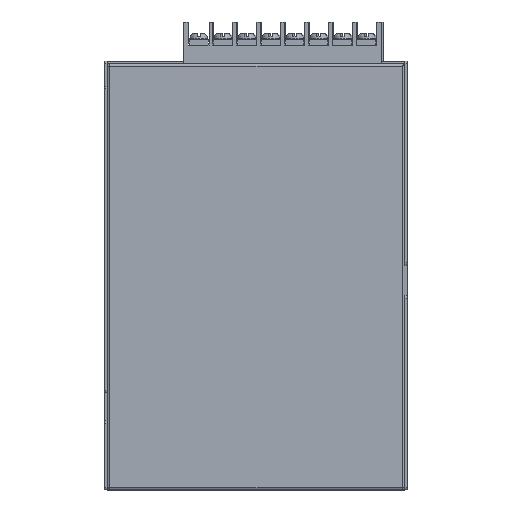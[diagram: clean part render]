
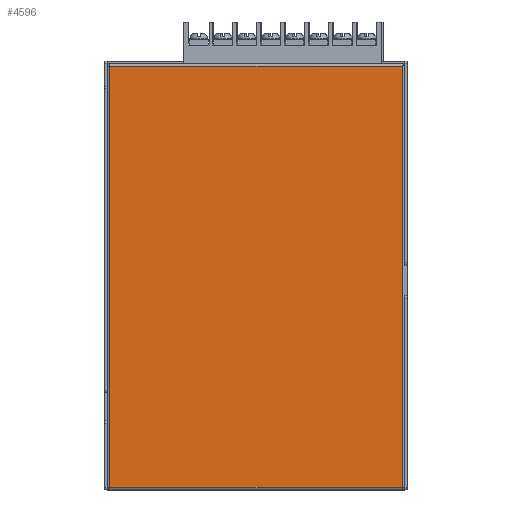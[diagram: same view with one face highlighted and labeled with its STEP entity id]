
A CAD part, front view. The second image highlights one B-rep face of the part: STEP entity #4596.
In plain terms, the highlighted planar face has unit normal (0, -1, 0).
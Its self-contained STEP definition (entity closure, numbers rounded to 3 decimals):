
#4596=ADVANCED_FACE('',(#6003),#5314,.T.);
#5314=PLANE('',#20083);
#6003=FACE_OUTER_BOUND('',#6965,.T.);
#6965=EDGE_LOOP('',(#9596,#9597,#9598,#9599));
#9596=ORIENTED_EDGE('',*,*,#14938,.F.);
#9597=ORIENTED_EDGE('',*,*,#14939,.F.);
#9598=ORIENTED_EDGE('',*,*,#14937,.F.);
#9599=ORIENTED_EDGE('',*,*,#14940,.F.);
#13007=VERTEX_POINT('',#27676);
#13009=VERTEX_POINT('',#27685);
#13010=VERTEX_POINT('',#27690);
#13011=VERTEX_POINT('',#27691);
#14937=EDGE_CURVE('',#13007,#13009,#16877,.T.);
#14938=EDGE_CURVE('',#13010,#13011,#16878,.T.);
#14939=EDGE_CURVE('',#13009,#13010,#16879,.T.);
#14940=EDGE_CURVE('',#13011,#13007,#16880,.T.);
#16877=LINE('',#27687,#18445);
#16878=LINE('',#27689,#18446);
#16879=LINE('',#27692,#18447);
#16880=LINE('',#27693,#18448);
#18445=VECTOR('',#23085,1.);
#18446=VECTOR('',#23088,1.);
#18447=VECTOR('',#23089,1.);
#18448=VECTOR('',#23090,1.);
#20083=AXIS2_PLACEMENT_3D('',#27694,#23091,#23092);
#23085=DIRECTION('',(1.,0.,0.));
#23088=DIRECTION('',(-1.,0.,0.));
#23089=DIRECTION('',(0.,0.,-1.));
#23090=DIRECTION('',(0.,0.,1.));
#23091=DIRECTION('',(0.,-1.,0.));
#23092=DIRECTION('',(0.,0.,-1.));
#27676=CARTESIAN_POINT('',(176.398,155.648,-1.));
#27685=CARTESIAN_POINT('',(343.398,155.648,-1.));
#27687=CARTESIAN_POINT('',(176.398,155.648,-1.));
#27689=CARTESIAN_POINT('',(343.398,155.648,-117.));
#27690=CARTESIAN_POINT('',(343.398,155.648,-117.));
#27691=CARTESIAN_POINT('',(176.398,155.648,-117.));
#27692=CARTESIAN_POINT('',(343.398,155.648,-1.));
#27693=CARTESIAN_POINT('',(176.398,155.648,-117.));
#27694=CARTESIAN_POINT('',(175.398,155.648,0.));
